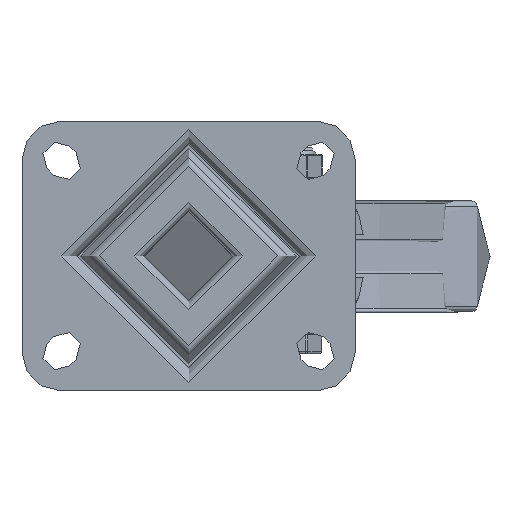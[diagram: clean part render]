
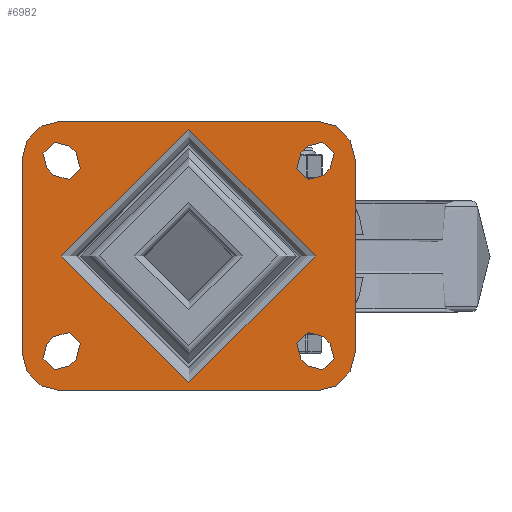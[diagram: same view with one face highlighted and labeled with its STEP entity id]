
A CAD part, top view. The second image highlights one B-rep face of the part: STEP entity #6982.
In plain terms, the highlighted planar face has unit normal (0, 0, 1).
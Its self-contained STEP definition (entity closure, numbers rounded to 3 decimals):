
#463=FACE_BOUND('',#1175,.T.);
#464=FACE_BOUND('',#1176,.T.);
#465=FACE_BOUND('',#1177,.T.);
#466=FACE_BOUND('',#1178,.T.);
#467=FACE_BOUND('',#1179,.T.);
#515=PLANE('',#7584);
#746=FACE_OUTER_BOUND('',#1174,.T.);
#1174=EDGE_LOOP('',(#4833,#4834,#4835,#4836,#4837,#4838,#4839,#4840));
#1175=EDGE_LOOP('',(#4841));
#1176=EDGE_LOOP('',(#4842,#4843,#4844,#4845));
#1177=EDGE_LOOP('',(#4846,#4847,#4848,#4849));
#1178=EDGE_LOOP('',(#4850,#4851,#4852,#4853));
#1179=EDGE_LOOP('',(#4854,#4855,#4856,#4857));
#1658=LINE('',#10395,#2201);
#1659=LINE('',#10396,#2202);
#1660=LINE('',#10397,#2203);
#1661=LINE('',#10398,#2204);
#1662=LINE('',#10399,#2205);
#1663=LINE('',#10400,#2206);
#1664=LINE('',#10401,#2207);
#1665=LINE('',#10402,#2208);
#1666=LINE('',#10403,#2209);
#1667=LINE('',#10404,#2210);
#1668=LINE('',#10405,#2211);
#1669=LINE('',#10406,#2212);
#2201=VECTOR('',#8422,1000.);
#2202=VECTOR('',#8423,1000.);
#2203=VECTOR('',#8424,1000.);
#2204=VECTOR('',#8425,1000.);
#2205=VECTOR('',#8426,1000.);
#2206=VECTOR('',#8427,1000.);
#2207=VECTOR('',#8428,1000.);
#2208=VECTOR('',#8429,1000.);
#2209=VECTOR('',#8430,1000.);
#2210=VECTOR('',#8431,1000.);
#2211=VECTOR('',#8432,1000.);
#2212=VECTOR('',#8433,1000.);
#2702=CIRCLE('',#7514,5.);
#2705=CIRCLE('',#7518,5.);
#2706=CIRCLE('',#7520,5.);
#2709=CIRCLE('',#7524,5.);
#2710=CIRCLE('',#7526,5.);
#2713=CIRCLE('',#7530,5.);
#2714=CIRCLE('',#7532,5.);
#2717=CIRCLE('',#7536,5.);
#2719=CIRCLE('',#7539,12.);
#2721=CIRCLE('',#7542,12.);
#2723=CIRCLE('',#7545,12.);
#2725=CIRCLE('',#7548,12.);
#2734=CIRCLE('',#7562,40.);
#3000=VERTEX_POINT('',#10217);
#3001=VERTEX_POINT('',#10218);
#3006=VERTEX_POINT('',#10229);
#3007=VERTEX_POINT('',#10231);
#3008=VERTEX_POINT('',#10235);
#3009=VERTEX_POINT('',#10236);
#3014=VERTEX_POINT('',#10247);
#3015=VERTEX_POINT('',#10249);
#3016=VERTEX_POINT('',#10253);
#3017=VERTEX_POINT('',#10254);
#3022=VERTEX_POINT('',#10265);
#3023=VERTEX_POINT('',#10267);
#3024=VERTEX_POINT('',#10271);
#3025=VERTEX_POINT('',#10272);
#3030=VERTEX_POINT('',#10283);
#3031=VERTEX_POINT('',#10285);
#3034=VERTEX_POINT('',#10292);
#3035=VERTEX_POINT('',#10294);
#3038=VERTEX_POINT('',#10301);
#3039=VERTEX_POINT('',#10303);
#3042=VERTEX_POINT('',#10310);
#3043=VERTEX_POINT('',#10312);
#3046=VERTEX_POINT('',#10319);
#3047=VERTEX_POINT('',#10321);
#3054=VERTEX_POINT('',#10345);
#3663=EDGE_CURVE('',#3000,#3001,#2702,.T.);
#3669=EDGE_CURVE('',#3006,#3007,#2705,.T.);
#3671=EDGE_CURVE('',#3008,#3009,#2706,.T.);
#3677=EDGE_CURVE('',#3014,#3015,#2709,.T.);
#3679=EDGE_CURVE('',#3016,#3017,#2710,.T.);
#3685=EDGE_CURVE('',#3022,#3023,#2713,.T.);
#3687=EDGE_CURVE('',#3024,#3025,#2714,.T.);
#3693=EDGE_CURVE('',#3030,#3031,#2717,.T.);
#3697=EDGE_CURVE('',#3034,#3035,#2719,.T.);
#3701=EDGE_CURVE('',#3038,#3039,#2721,.T.);
#3705=EDGE_CURVE('',#3042,#3043,#2723,.T.);
#3709=EDGE_CURVE('',#3046,#3047,#2725,.T.);
#3721=EDGE_CURVE('',#3054,#3054,#2734,.T.);
#3750=EDGE_CURVE('',#3043,#3046,#1658,.T.);
#3751=EDGE_CURVE('',#3039,#3042,#1659,.T.);
#3752=EDGE_CURVE('',#3035,#3038,#1660,.T.);
#3753=EDGE_CURVE('',#3047,#3034,#1661,.T.);
#3754=EDGE_CURVE('',#3025,#3030,#1662,.T.);
#3755=EDGE_CURVE('',#3031,#3024,#1663,.T.);
#3756=EDGE_CURVE('',#3017,#3022,#1664,.T.);
#3757=EDGE_CURVE('',#3023,#3016,#1665,.T.);
#3758=EDGE_CURVE('',#3009,#3014,#1666,.T.);
#3759=EDGE_CURVE('',#3015,#3008,#1667,.T.);
#3760=EDGE_CURVE('',#3001,#3006,#1668,.T.);
#3761=EDGE_CURVE('',#3007,#3000,#1669,.T.);
#4833=ORIENTED_EDGE('',*,*,#3709,.F.);
#4834=ORIENTED_EDGE('',*,*,#3750,.F.);
#4835=ORIENTED_EDGE('',*,*,#3705,.F.);
#4836=ORIENTED_EDGE('',*,*,#3751,.F.);
#4837=ORIENTED_EDGE('',*,*,#3701,.F.);
#4838=ORIENTED_EDGE('',*,*,#3752,.F.);
#4839=ORIENTED_EDGE('',*,*,#3697,.F.);
#4840=ORIENTED_EDGE('',*,*,#3753,.F.);
#4841=ORIENTED_EDGE('',*,*,#3721,.F.);
#4842=ORIENTED_EDGE('',*,*,#3693,.F.);
#4843=ORIENTED_EDGE('',*,*,#3754,.F.);
#4844=ORIENTED_EDGE('',*,*,#3687,.F.);
#4845=ORIENTED_EDGE('',*,*,#3755,.F.);
#4846=ORIENTED_EDGE('',*,*,#3685,.F.);
#4847=ORIENTED_EDGE('',*,*,#3756,.F.);
#4848=ORIENTED_EDGE('',*,*,#3679,.F.);
#4849=ORIENTED_EDGE('',*,*,#3757,.F.);
#4850=ORIENTED_EDGE('',*,*,#3677,.F.);
#4851=ORIENTED_EDGE('',*,*,#3758,.F.);
#4852=ORIENTED_EDGE('',*,*,#3671,.F.);
#4853=ORIENTED_EDGE('',*,*,#3759,.F.);
#4854=ORIENTED_EDGE('',*,*,#3669,.F.);
#4855=ORIENTED_EDGE('',*,*,#3760,.F.);
#4856=ORIENTED_EDGE('',*,*,#3663,.F.);
#4857=ORIENTED_EDGE('',*,*,#3761,.F.);
#6982=ADVANCED_FACE('',(#746,#463,#464,#465,#466,#467),#515,.T.);
#7514=AXIS2_PLACEMENT_3D('',#10219,#8238,#8239);
#7518=AXIS2_PLACEMENT_3D('',#10232,#8249,#8250);
#7520=AXIS2_PLACEMENT_3D('',#10237,#8254,#8255);
#7524=AXIS2_PLACEMENT_3D('',#10250,#8265,#8266);
#7526=AXIS2_PLACEMENT_3D('',#10255,#8270,#8271);
#7530=AXIS2_PLACEMENT_3D('',#10268,#8281,#8282);
#7532=AXIS2_PLACEMENT_3D('',#10273,#8286,#8287);
#7536=AXIS2_PLACEMENT_3D('',#10286,#8297,#8298);
#7539=AXIS2_PLACEMENT_3D('',#10295,#8305,#8306);
#7542=AXIS2_PLACEMENT_3D('',#10304,#8313,#8314);
#7545=AXIS2_PLACEMENT_3D('',#10313,#8321,#8322);
#7548=AXIS2_PLACEMENT_3D('',#10322,#8329,#8330);
#7562=AXIS2_PLACEMENT_3D('',#10346,#8360,#8361);
#7584=AXIS2_PLACEMENT_3D('',#10394,#8420,#8421);
#8238=DIRECTION('center_axis',(0.,0.,1.));
#8239=DIRECTION('ref_axis',(-1.,0.,0.));
#8249=DIRECTION('center_axis',(0.,0.,1.));
#8250=DIRECTION('ref_axis',(-1.,0.,0.));
#8254=DIRECTION('center_axis',(0.,0.,1.));
#8255=DIRECTION('ref_axis',(-1.,0.,0.));
#8265=DIRECTION('center_axis',(0.,0.,1.));
#8266=DIRECTION('ref_axis',(-1.,0.,0.));
#8270=DIRECTION('center_axis',(0.,0.,1.));
#8271=DIRECTION('ref_axis',(1.,0.,0.));
#8281=DIRECTION('center_axis',(0.,0.,1.));
#8282=DIRECTION('ref_axis',(1.,0.,0.));
#8286=DIRECTION('center_axis',(0.,0.,1.));
#8287=DIRECTION('ref_axis',(1.,0.,0.));
#8297=DIRECTION('center_axis',(0.,0.,1.));
#8298=DIRECTION('ref_axis',(1.,0.,0.));
#8305=DIRECTION('center_axis',(0.,0.,-1.));
#8306=DIRECTION('ref_axis',(-0.707,0.707,0.));
#8313=DIRECTION('center_axis',(0.,0.,-1.));
#8314=DIRECTION('ref_axis',(0.707,0.707,0.));
#8321=DIRECTION('center_axis',(0.,0.,-1.));
#8322=DIRECTION('ref_axis',(0.707,-0.707,0.));
#8329=DIRECTION('center_axis',(0.,0.,-1.));
#8330=DIRECTION('ref_axis',(-0.707,-0.707,0.));
#8360=DIRECTION('center_axis',(0.,0.,1.));
#8361=DIRECTION('ref_axis',(1.,0.,0.));
#8420=DIRECTION('center_axis',(0.,0.,1.));
#8421=DIRECTION('ref_axis',(1.,0.,0.));
#8422=DIRECTION('',(-1.,0.,0.));
#8423=DIRECTION('',(0.,-1.,0.));
#8424=DIRECTION('',(1.,0.,0.));
#8425=DIRECTION('',(0.,1.,0.));
#8426=DIRECTION('',(0.707,-0.707,0.));
#8427=DIRECTION('',(-0.707,0.707,0.));
#8428=DIRECTION('',(0.707,0.707,0.));
#8429=DIRECTION('',(-0.707,-0.707,0.));
#8430=DIRECTION('',(-0.707,-0.707,0.));
#8431=DIRECTION('',(0.707,0.707,0.));
#8432=DIRECTION('',(-0.707,0.707,0.));
#8433=DIRECTION('',(0.707,-0.707,0.));
#10217=CARTESIAN_POINT('',(37.525,-34.596,2.5));
#10218=CARTESIAN_POINT('',(44.596,-27.525,2.5));
#10219=CARTESIAN_POINT('Origin',(41.061,-31.061,2.5));
#10229=CARTESIAN_POINT('',(42.475,-25.404,2.5));
#10231=CARTESIAN_POINT('',(35.404,-32.475,2.5));
#10232=CARTESIAN_POINT('Origin',(38.939,-28.939,2.5));
#10235=CARTESIAN_POINT('',(44.596,27.525,2.5));
#10236=CARTESIAN_POINT('',(37.525,34.596,2.5));
#10237=CARTESIAN_POINT('Origin',(41.061,31.061,2.5));
#10247=CARTESIAN_POINT('',(35.404,32.475,2.5));
#10249=CARTESIAN_POINT('',(42.475,25.404,2.5));
#10250=CARTESIAN_POINT('Origin',(38.939,28.939,2.5));
#10253=CARTESIAN_POINT('',(-44.596,-27.525,2.5));
#10254=CARTESIAN_POINT('',(-37.525,-34.596,2.5));
#10255=CARTESIAN_POINT('Origin',(-41.061,-31.061,2.5));
#10265=CARTESIAN_POINT('',(-35.404,-32.475,2.5));
#10267=CARTESIAN_POINT('',(-42.475,-25.404,2.5));
#10268=CARTESIAN_POINT('Origin',(-38.939,-28.939,2.5));
#10271=CARTESIAN_POINT('',(-37.525,34.596,2.5));
#10272=CARTESIAN_POINT('',(-44.596,27.525,2.5));
#10273=CARTESIAN_POINT('Origin',(-41.061,31.061,2.5));
#10283=CARTESIAN_POINT('',(-42.475,25.404,2.5));
#10285=CARTESIAN_POINT('',(-35.404,32.475,2.5));
#10286=CARTESIAN_POINT('Origin',(-38.939,28.939,2.5));
#10292=CARTESIAN_POINT('',(-52.5,30.5,2.5));
#10294=CARTESIAN_POINT('',(-40.5,42.5,2.5));
#10295=CARTESIAN_POINT('Origin',(-40.5,30.5,2.5));
#10301=CARTESIAN_POINT('',(40.5,42.5,2.5));
#10303=CARTESIAN_POINT('',(52.5,30.5,2.5));
#10304=CARTESIAN_POINT('Origin',(40.5,30.5,2.5));
#10310=CARTESIAN_POINT('',(52.5,-30.5,2.5));
#10312=CARTESIAN_POINT('',(40.5,-42.5,2.5));
#10313=CARTESIAN_POINT('Origin',(40.5,-30.5,2.5));
#10319=CARTESIAN_POINT('',(-40.5,-42.5,2.5));
#10321=CARTESIAN_POINT('',(-52.5,-30.5,2.5));
#10322=CARTESIAN_POINT('Origin',(-40.5,-30.5,2.5));
#10345=CARTESIAN_POINT('',(40.,0.,2.5));
#10346=CARTESIAN_POINT('Origin',(0.,0.,2.5));
#10394=CARTESIAN_POINT('Origin',(0.,0.,2.5));
#10395=CARTESIAN_POINT('',(52.5,-42.5,2.5));
#10396=CARTESIAN_POINT('',(52.5,42.5,2.5));
#10397=CARTESIAN_POINT('',(-52.5,42.5,2.5));
#10398=CARTESIAN_POINT('',(-52.5,-42.5,2.5));
#10399=CARTESIAN_POINT('',(-44.596,27.525,2.5));
#10400=CARTESIAN_POINT('',(-37.525,34.596,2.5));
#10401=CARTESIAN_POINT('',(-37.525,-34.596,2.5));
#10402=CARTESIAN_POINT('',(-44.596,-27.525,2.5));
#10403=CARTESIAN_POINT('',(37.525,34.596,2.5));
#10404=CARTESIAN_POINT('',(44.596,27.525,2.5));
#10405=CARTESIAN_POINT('',(44.596,-27.525,2.5));
#10406=CARTESIAN_POINT('',(37.525,-34.596,2.5));
